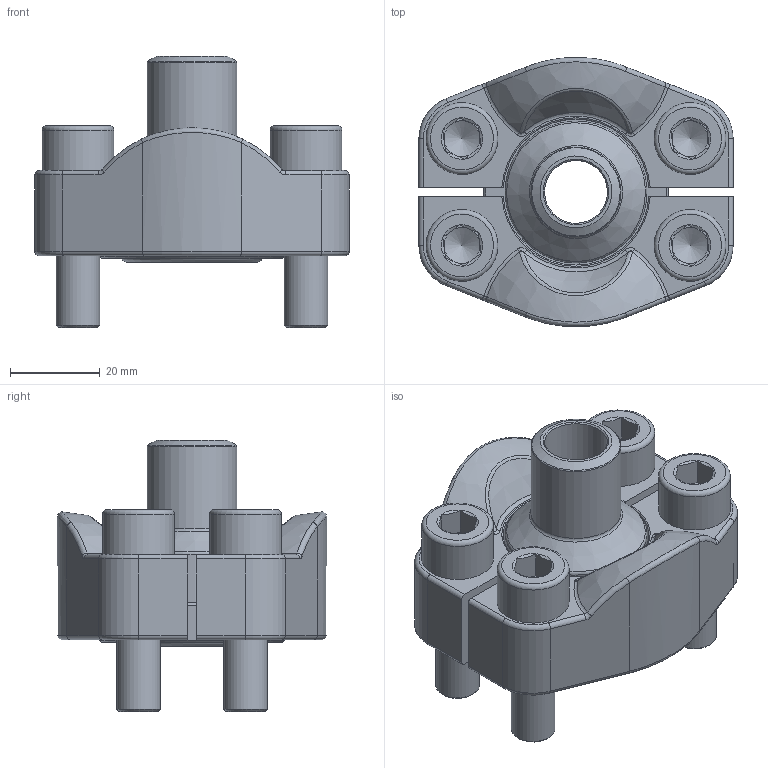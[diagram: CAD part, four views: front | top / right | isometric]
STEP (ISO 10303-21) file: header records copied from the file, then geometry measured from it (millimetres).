
FILE_DESCRIPTION(/* description */ (''),/* implementation_level */ '2;1');
FILE_NAME(/* name */ 'AFA19-607.stp',/* time_stamp */ '2025-01-09T11:53:51+01:00',/* author */ (''),/* organization */ (''),/* preprocessor_version */ 'ST-DEVELOPER v16',/* originating_system */ 'SIEMENS PLM Software NX 10.0',/* authorisation */ '');
FILE_SCHEMA (('AUTOMOTIVE_DESIGN { 1 0 10303 214 3 1 1 1 }'));
Length unit declared in the file: millimetre
Products named in the file (6): X-AFH19-6_einzel; X-M10x35I; X-O25; X-AFA19-6; X-AFH19-6; AFA19-6
Assembly tree (9 placements, depth 3):
  AFA19-6
    X-AFH19-6
      X-AFH19-6_einzel  x2
    X-AFA19-6
    X-O25
    X-M10x35I  x4
Bounding box: 70 x 59.97 x 60.4 mm (x, y, z)
Volume: 79769.5 mm3; surface area: 32756.8 mm2
Topology: 8 solids, 8 shells, 239 faces, 508 edges, 290 vertices
Faces by surface type: plane 83, cone 57, cylinder 45, torus 39, bspline 12, sphere 2, revolution 1
Full cylindrical faces by diameter (mm): 9.732 x4, 10.5 x4, 14 x1, 16 x4, 19 x1, 20 x1, 24.2 x1, 31.6 x1, 31.966 x1, 41.3 x1
Entity records: 3204 total; most frequent: CARTESIAN_POINT 770, DIRECTION 475, ORIENTED_EDGE 360, AXIS2_PLACEMENT_3D 211, EDGE_CURVE 180, EDGE_LOOP 145, VERTEX_POINT 123, CIRCLE 104
